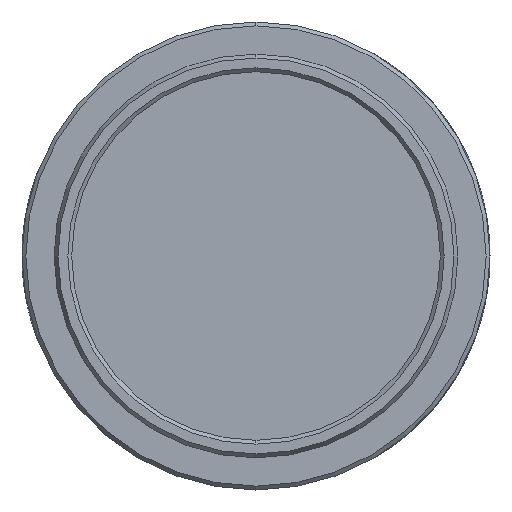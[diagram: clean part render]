
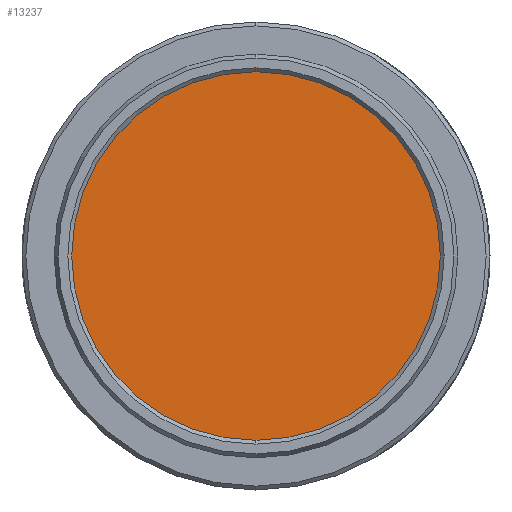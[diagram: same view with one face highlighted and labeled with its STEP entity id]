
A CAD part, left-side view. The second image highlights one B-rep face of the part: STEP entity #13237.
In plain terms, the highlighted planar face has unit normal (-1, 0, 0).
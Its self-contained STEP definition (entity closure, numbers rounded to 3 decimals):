
#52 = AXIS2_PLACEMENT_3D ( 'NONE', #3569, #5989, #14432 ) ;
#978 = DIRECTION ( 'NONE',  ( 0., 0., -1. ) ) ;
#1580 = FACE_OUTER_BOUND ( 'NONE', #6960, .T. ) ;
#3217 = VERTEX_POINT ( 'NONE', #13971 ) ;
#3513 = ORIENTED_EDGE ( 'NONE', *, *, #12718, .F. ) ;
#3569 = CARTESIAN_POINT ( 'NONE',  ( -1.905, 0., 0. ) ) ;
#3595 = AXIS2_PLACEMENT_3D ( 'NONE', #15415, #8179, #978 ) ;
#4770 = PLANE ( 'NONE',  #52 ) ;
#5575 = CARTESIAN_POINT ( 'NONE',  ( -1.905, 0., -12.559 ) ) ;
#5768 = EDGE_CURVE ( 'NONE', #15379, #3217, #5853, .T. ) ;
#5853 = CIRCLE ( 'NONE', #11046, 12.559 ) ;
#5989 = DIRECTION ( 'NONE',  ( 1., 0., 0. ) ) ;
#6144 = DIRECTION ( 'NONE',  ( 1., 0., 0. ) ) ;
#6960 = EDGE_LOOP ( 'NONE', ( #9818, #3513 ) ) ;
#7802 = CIRCLE ( 'NONE', #3595, 12.559 ) ;
#8179 = DIRECTION ( 'NONE',  ( 1., 0., 0. ) ) ;
#9818 = ORIENTED_EDGE ( 'NONE', *, *, #5768, .F. ) ;
#11046 = AXIS2_PLACEMENT_3D ( 'NONE', #13351, #6144, #14574 ) ;
#12718 = EDGE_CURVE ( 'NONE', #3217, #15379, #7802, .T. ) ;
#13237 = ADVANCED_FACE ( 'NONE', ( #1580 ), #4770, .F. ) ;
#13351 = CARTESIAN_POINT ( 'NONE',  ( -1.905, 0., 0. ) ) ;
#13971 = CARTESIAN_POINT ( 'NONE',  ( -1.905, 0., 12.559 ) ) ;
#14432 = DIRECTION ( 'NONE',  ( 0., 0., -1. ) ) ;
#14574 = DIRECTION ( 'NONE',  ( 0., 0., -1. ) ) ;
#15379 = VERTEX_POINT ( 'NONE', #5575 ) ;
#15415 = CARTESIAN_POINT ( 'NONE',  ( -1.905, 0., 0. ) ) ;
